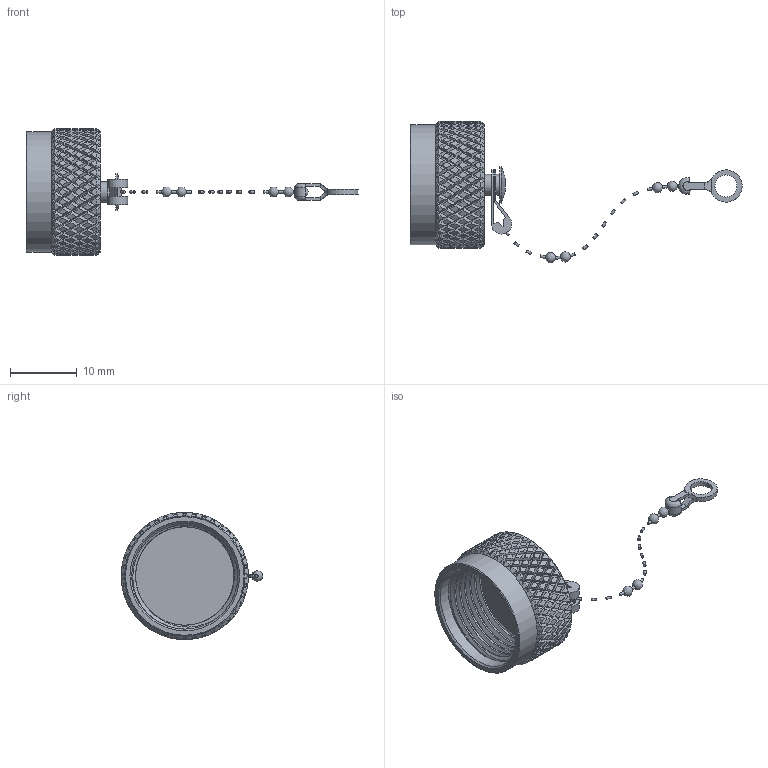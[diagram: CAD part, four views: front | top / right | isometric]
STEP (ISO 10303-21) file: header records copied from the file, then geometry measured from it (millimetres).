
FILE_DESCRIPTION (( 'STEP AP203' ), '1' );
FILE_NAME ('SC2010C_3D.step', '2021-02-05T17:46:14', ( '' ), ( '' ), 'SwSTEP 2.0', 'SolidWorks 2018', '' );
FILE_SCHEMA (( 'CONFIG_CONTROL_DESIGN' ));
Products named in the file (1): SC2010C_3D
Bounding box: 49.64 x 21.16 x 19 mm (x, y, z)
Volume: 1462.5 mm3; surface area: 2488.2 mm2
Topology: 14 solids, 14 shells, 1514 faces, 3248 edges, 1759 vertices
Faces by surface type: bspline 1169, cylinder 270, plane 70, cone 5
Full cylindrical faces by diameter (mm): 3.109 x3, 3.302 x1, 5.455 x1, 15.875 x6, 17.983 x1
Entity records: 60716 total; most frequent: CARTESIAN_POINT 40836, ORIENTED_EDGE 6386, EDGE_CURVE 3193, VERTEX_POINT 1742, EDGE_LOOP 1549, FACE_OUTER_BOUND 1514, ADVANCED_FACE 1498, B_SPLINE_CURVE_WITH_KNOTS 1406
